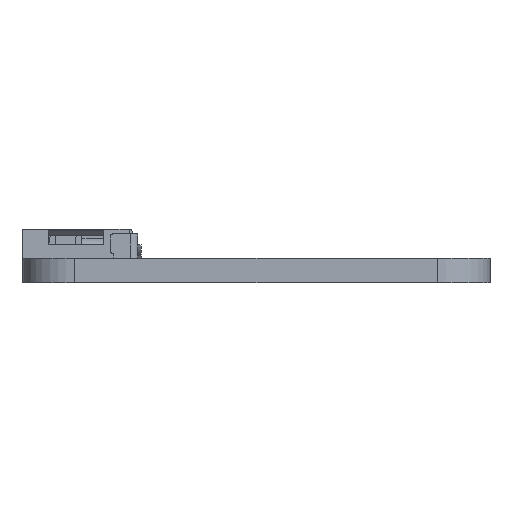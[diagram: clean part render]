
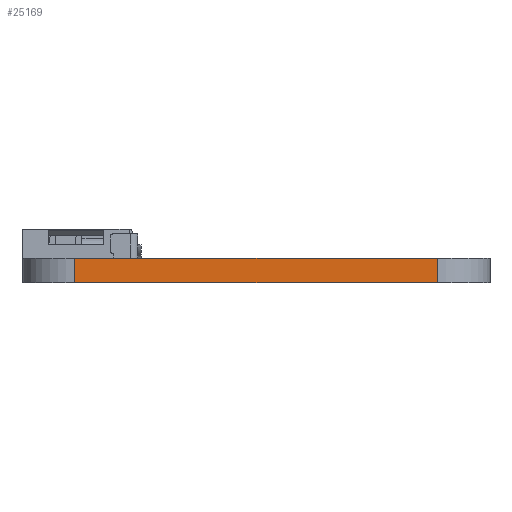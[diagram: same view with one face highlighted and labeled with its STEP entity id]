
A CAD part, left-side view. The second image highlights one B-rep face of the part: STEP entity #25169.
In plain terms, the highlighted planar face has unit normal (-1, 0, 0).
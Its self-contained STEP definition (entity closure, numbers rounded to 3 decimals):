
#769=PLANE('',#25823);
#1992=FACE_OUTER_BOUND('',#3374,.T.);
#3374=EDGE_LOOP('',(#21268,#21269,#21270,#21271));
#4345=LINE('',#38001,#6396);
#5049=LINE('',#48300,#7100);
#5050=LINE('',#48303,#7101);
#5051=LINE('',#48304,#7102);
#6396=VECTOR('',#27252,10.);
#7100=VECTOR('',#28292,10.);
#7101=VECTOR('',#28295,10.);
#7102=VECTOR('',#28296,10.);
#10160=VERTEX_POINT('',#37998);
#10161=VERTEX_POINT('',#38000);
#11208=VERTEX_POINT('',#48298);
#11209=VERTEX_POINT('',#48302);
#13105=EDGE_CURVE('',#10161,#10160,#4345,.T.);
#14679=EDGE_CURVE('',#10160,#11208,#5049,.T.);
#14680=EDGE_CURVE('',#11209,#11208,#5050,.T.);
#14681=EDGE_CURVE('',#10161,#11209,#5051,.T.);
#21268=ORIENTED_EDGE('',*,*,#13105,.T.);
#21269=ORIENTED_EDGE('',*,*,#14679,.T.);
#21270=ORIENTED_EDGE('',*,*,#14680,.F.);
#21271=ORIENTED_EDGE('',*,*,#14681,.F.);
#25169=ADVANCED_FACE('',(#1992),#769,.T.);
#25823=AXIS2_PLACEMENT_3D('',#48301,#28293,#28294);
#27252=DIRECTION('',(0.,1.,0.));
#28292=DIRECTION('',(0.,0.,-1.));
#28293=DIRECTION('center_axis',(-1.,0.,0.));
#28294=DIRECTION('ref_axis',(0.,1.,0.));
#28295=DIRECTION('',(0.,1.,0.));
#28296=DIRECTION('',(0.,0.,-1.));
#37998=CARTESIAN_POINT('',(-96.393,1.524,-4.71));
#38000=CARTESIAN_POINT('',(-96.393,-92.964,-4.71));
#38001=CARTESIAN_POINT('',(-96.393,-92.964,-4.71));
#48298=CARTESIAN_POINT('',(-96.393,1.524,-11.11));
#48300=CARTESIAN_POINT('',(-96.393,1.524,-4.71));
#48301=CARTESIAN_POINT('Origin',(-96.393,-92.964,-4.71));
#48302=CARTESIAN_POINT('',(-96.393,-92.964,-11.11));
#48303=CARTESIAN_POINT('',(-96.393,-92.964,-11.11));
#48304=CARTESIAN_POINT('',(-96.393,-92.964,-4.71));
